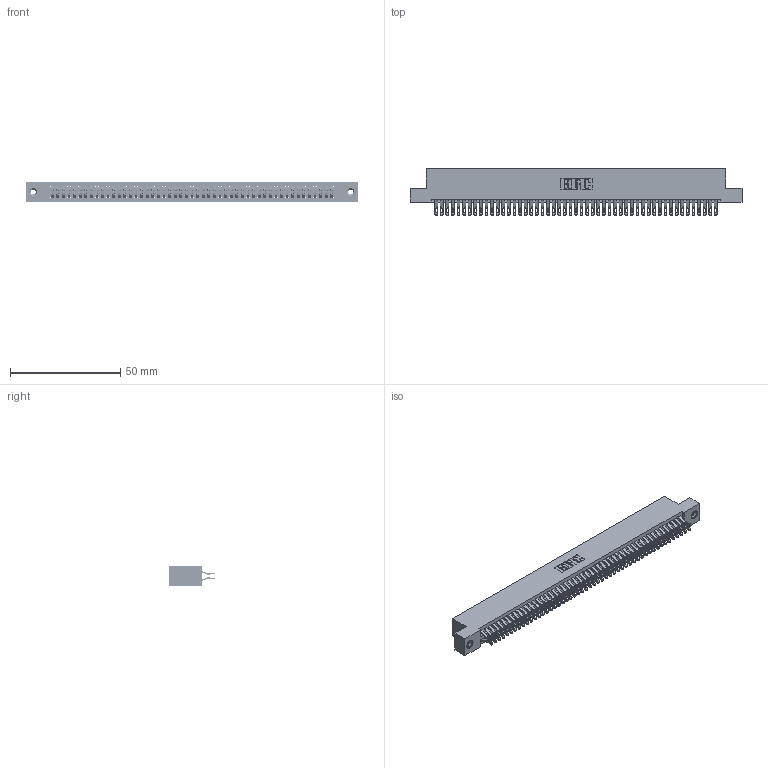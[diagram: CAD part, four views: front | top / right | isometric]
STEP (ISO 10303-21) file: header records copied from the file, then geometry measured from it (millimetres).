
FILE_DESCRIPTION (( 'STEP AP203' ), '1' );
FILE_NAME ('345-102-555-208.STEP', '2018-10-05T20:42:14', ( '' ), ( '' ), 'SwSTEP 2.0', 'SolidWorks 2016', '' );
FILE_SCHEMA (( 'CONFIG_CONTROL_DESIGN' ));
Length unit declared in the file: inch
Products named in the file (4): 345-292-001_555 Tail; 345-250-001_345-250-003-102; 345 Part_Flush Mounting Lugs - 0.156 Dia-TI; 345-102-555-208
Assembly tree (105 placements, depth 2):
  345-102-555-208
    345 Part_Flush Mounting Lugs - 0.156 Dia-TI
    345-292-001_555 Tail  x102
    345-250-001_345-250-003-102  x2
Bounding box: 150.75 x 21.13 x 9.4 mm (x, y, z)
Volume: 15016.8 mm3; surface area: 23414.1 mm2
Topology: 105 solids, 105 shells, 5898 faces, 18531 edges, 12346 vertices
Faces by surface type: plane 3274, cylinder 2608, cone 12, torus 4
Entity records: 40316 total; most frequent: CARTESIAN_POINT 6765, ORIENTED_EDGE 6662, DIRECTION 5949, EDGE_CURVE 3331, VECTOR 2955, LINE 2955, VERTEX_POINT 2216, AXIS2_PLACEMENT_3D 1497
